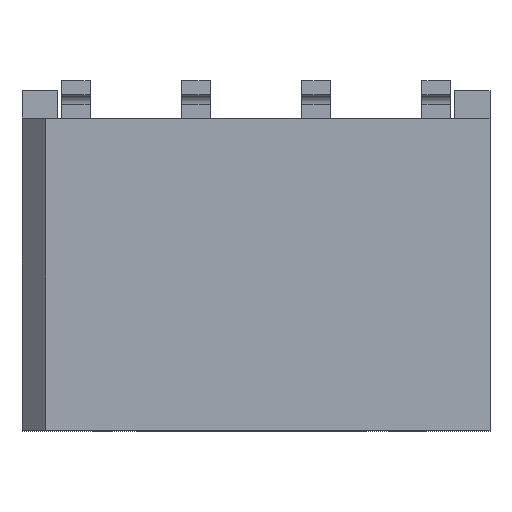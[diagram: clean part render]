
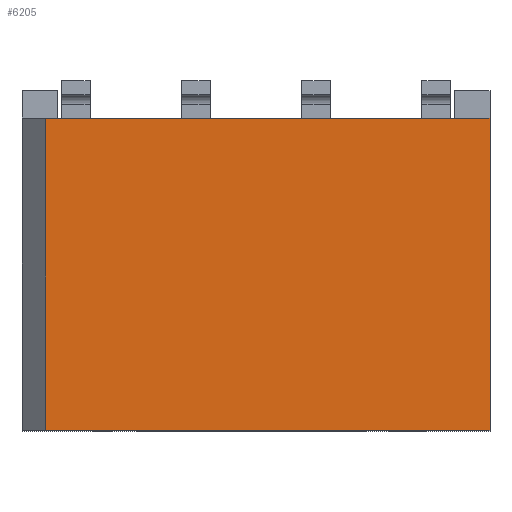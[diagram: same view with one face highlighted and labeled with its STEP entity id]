
A CAD part, top view. The second image highlights one B-rep face of the part: STEP entity #6205.
In plain terms, the highlighted planar face has unit normal (0, 0, 1).
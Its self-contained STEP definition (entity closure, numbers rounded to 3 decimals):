
#448=ORIENTED_EDGE('',*,*,#1557,.F.);
#449=ORIENTED_EDGE('',*,*,#1738,.T.);
#450=ORIENTED_EDGE('',*,*,#1687,.T.);
#451=ORIENTED_EDGE('',*,*,#1728,.T.);
#1557=EDGE_CURVE('',#2207,#2208,#2645,.T.);
#1687=EDGE_CURVE('',#2337,#2338,#2757,.T.);
#1728=EDGE_CURVE('',#2338,#2208,#2789,.T.);
#1738=EDGE_CURVE('',#2207,#2337,#2799,.T.);
#2207=VERTEX_POINT('',#7712);
#2208=VERTEX_POINT('',#7714);
#2337=VERTEX_POINT('',#8310);
#2338=VERTEX_POINT('',#8311);
#2645=LINE('',#7713,#3114);
#2757=LINE('',#8309,#3226);
#2789=LINE('',#8554,#3258);
#2799=LINE('',#8571,#3268);
#3114=VECTOR('',#6726,1000.);
#3226=VECTOR('',#6844,1000.);
#3258=VECTOR('',#6878,1000.);
#3268=VECTOR('',#6894,1000.);
#3613=EDGE_LOOP('',(#448,#449,#450,#451));
#3915=FACE_BOUND('',#3613,.T.);
#4190=PLANE('',#6469);
#6205=ADVANCED_FACE('',(#3915),#4190,.T.);
#6469=AXIS2_PLACEMENT_3D('',#8570,#6892,#6893);
#6726=DIRECTION('',(1.,0.,0.));
#6844=DIRECTION('',(1.,0.,0.));
#6878=DIRECTION('',(0.,1.,0.));
#6892=DIRECTION('',(0.,0.,1.));
#6893=DIRECTION('',(1.,0.,0.));
#6894=DIRECTION('',(0.,-1.,0.));
#7712=CARTESIAN_POINT('',(-4.45,3.3,5.63));
#7713=CARTESIAN_POINT('',(-4.95,3.3,5.63));
#7714=CARTESIAN_POINT('',(4.95,3.3,5.63));
#8309=CARTESIAN_POINT('',(-4.95,-3.3,5.63));
#8310=CARTESIAN_POINT('',(-4.45,-3.3,5.63));
#8311=CARTESIAN_POINT('',(4.95,-3.3,5.63));
#8554=CARTESIAN_POINT('',(4.95,-3.3,5.63));
#8570=CARTESIAN_POINT('',(-4.95,-3.3,5.63));
#8571=CARTESIAN_POINT('',(-4.45,-3.3,5.63));
